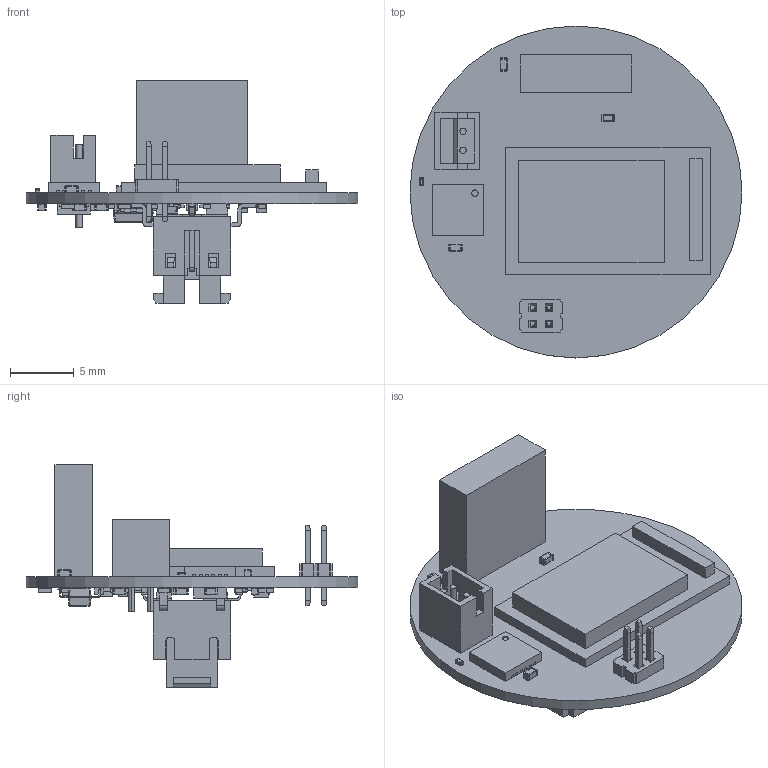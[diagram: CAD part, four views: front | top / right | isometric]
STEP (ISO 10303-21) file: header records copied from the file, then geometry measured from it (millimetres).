
FILE_DESCRIPTION(('Open CASCADE Model'),'2;1');
FILE_NAME('Open CASCADE Shape Model','2019-04-10T08:41:33',('Author'),( 'Open CASCADE'),'Open CASCADE STEP processor 6.8','Open CASCADE 6.8' ,'Unknown');
FILE_SCHEMA(('AUTOMOTIVE_DESIGN { 1 0 10303 214 1 1 1 1 }'));
Products named in the file (1): PCB
Bounding box: 26 x 26 x 17.45 mm (x, y, z)
Volume: 1169.5 mm3; surface area: 2792.1 mm2
Topology: 184 solids, 226 shells, 2526 faces, 5850 edges, 3604 vertices
Faces by surface type: plane 1929, cylinder 445, sphere 136, bspline 12, cone 4
Full cylindrical faces by diameter (mm): 0.325 x1, 0.5 x1, 26 x1
Entity records: 71183 total; most frequent: CARTESIAN_POINT 12991, DIRECTION 11548, ORIENTED_EDGE 11214, EDGE_CURVE 5714, LINE 4810, VECTOR 4810, VERTEX_POINT 3604, AXIS2_PLACEMENT_3D 3369
